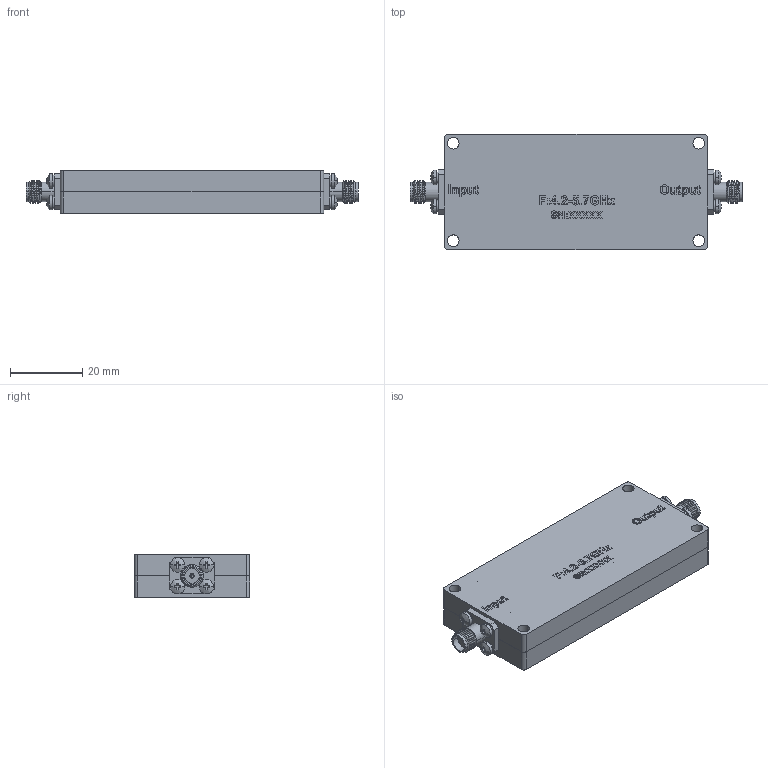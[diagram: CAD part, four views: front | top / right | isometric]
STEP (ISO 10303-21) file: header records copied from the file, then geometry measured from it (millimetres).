
FILE_DESCRIPTION (( 'STEP AP214' ), '1' );
FILE_NAME ('FMFL1031_3D.step', '2024-06-07T18:19:48', ( '' ), ( '' ), 'SwSTEP 2.0', 'SolidWorks 2022', '' );
FILE_SCHEMA (( 'AUTOMOTIVE_DESIGN' ));
Length unit declared in the file: millimetre
Products named in the file (1): FMFL1031_3D
Bounding box: 92 x 32 x 11.9 mm (x, y, z)
Volume: 26546.6 mm3; surface area: 14653.7 mm2
Topology: 1 solids, 18 shells, 1793 faces, 4954 edges, 3259 vertices
Faces by surface type: plane 1230, cylinder 465, cone 56, bspline 42
Entity records: 59245 total; most frequent: CARTESIAN_POINT 13962, ORIENTED_EDGE 9832, DIRECTION 8903, EDGE_CURVE 4916, VECTOR 3423, LINE 3423, VERTEX_POINT 3259, AXIS2_PLACEMENT_3D 2740
